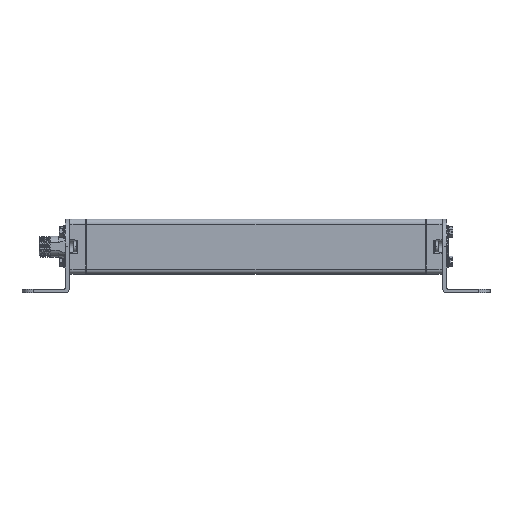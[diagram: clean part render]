
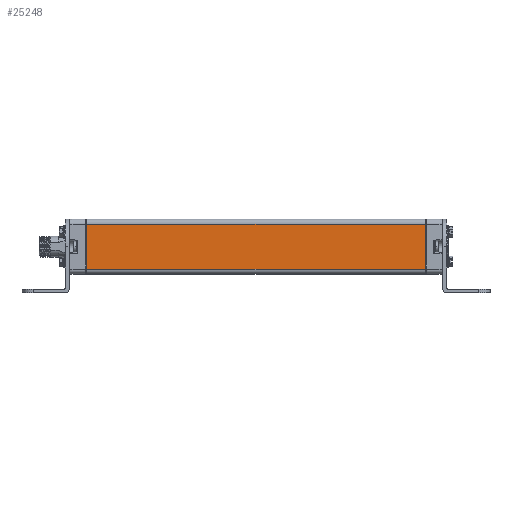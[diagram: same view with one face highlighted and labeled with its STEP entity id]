
A CAD part, front view. The second image highlights one B-rep face of the part: STEP entity #25248.
In plain terms, the highlighted planar face has unit normal (0, -1, 0).
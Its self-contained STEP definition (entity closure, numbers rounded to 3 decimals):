
#3406=DIRECTION('',(0.,0.,-1.));
#3407=VECTOR('',#3406,25.8);
#3408=CARTESIAN_POINT('',(-6.394,-20.215,20.117));
#3409=LINE('',#3408,#3407);
#3542=DIRECTION('',(0.,0.,-1.));
#3543=VECTOR('',#3542,25.8);
#3544=CARTESIAN_POINT('',(-201.394,-20.215,20.117));
#3545=LINE('',#3544,#3543);
#10921=DIRECTION('',(-1.,0.,0.));
#10922=VECTOR('',#10921,195.);
#10923=CARTESIAN_POINT('',(-6.394,-20.215,20.117));
#10924=LINE('',#10923,#10922);
#10925=DIRECTION('',(-1.,0.,0.));
#10926=VECTOR('',#10925,195.);
#10927=CARTESIAN_POINT('',(-6.394,-20.215,-5.683));
#10928=LINE('',#10927,#10926);
#12303=CARTESIAN_POINT('',(-201.394,-20.215,20.117));
#12305=VERTEX_POINT('',#12303);
#12309=CARTESIAN_POINT('',(-6.394,-20.215,20.117));
#12310=VERTEX_POINT('',#12309);
#12312=CARTESIAN_POINT('',(-201.394,-20.215,-5.683));
#12314=VERTEX_POINT('',#12312);
#12315=CARTESIAN_POINT('',(-6.394,-20.215,-5.683));
#12316=VERTEX_POINT('',#12315);
#25236=CARTESIAN_POINT('',(-201.394,-20.215,23.117));
#25237=DIRECTION('',(0.,-1.,0.));
#25238=DIRECTION('',(0.,0.,-1.));
#25239=AXIS2_PLACEMENT_3D('',#25236,#25237,#25238);
#25240=PLANE('',#25239);
#25242=ORIENTED_EDGE('',*,*,#25241,.F.);
#25243=ORIENTED_EDGE('',*,*,#17663,.T.);
#25244=ORIENTED_EDGE('',*,*,#25229,.T.);
#25245=ORIENTED_EDGE('',*,*,#17826,.F.);
#25246=EDGE_LOOP('',(#25242,#25243,#25244,#25245));
#25247=FACE_OUTER_BOUND('',#25246,.F.);
#25248=ADVANCED_FACE('',(#25247),#25240,.T.);
#17663=EDGE_CURVE('',#12310,#12316,#3409,.T.);
#17826=EDGE_CURVE('',#12305,#12314,#3545,.T.);
#25229=EDGE_CURVE('',#12316,#12314,#10928,.T.);
#25241=EDGE_CURVE('',#12310,#12305,#10924,.T.);
